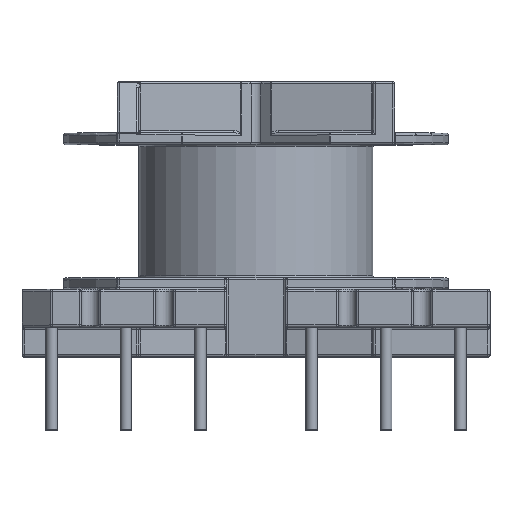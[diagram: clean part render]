
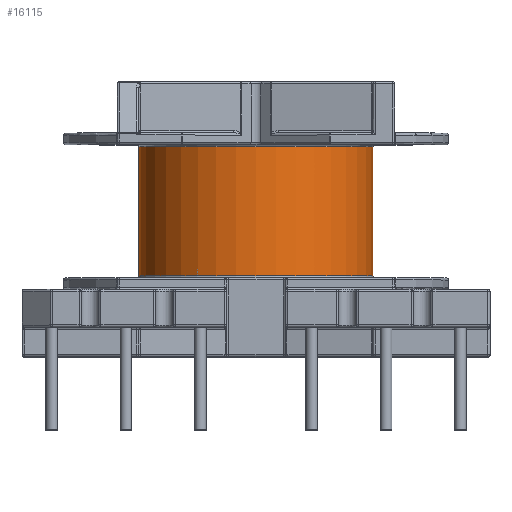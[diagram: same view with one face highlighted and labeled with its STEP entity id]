
A CAD part, top view. The second image highlights one B-rep face of the part: STEP entity #16115.
In plain terms, the highlighted cylindrical face has radius 8 mm (diameter 16 mm), a partial arc.
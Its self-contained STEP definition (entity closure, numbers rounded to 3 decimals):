
#2712=DIRECTION('',(0.,-1.,0.));
#2713=VECTOR('',#2712,8.8);
#2714=CARTESIAN_POINT('',(8.,4.4,0.));
#2715=LINE('',#2714,#2713);
#2721=DIRECTION('',(0.,-1.,0.));
#2722=VECTOR('',#2721,8.8);
#2723=CARTESIAN_POINT('',(-8.,4.4,0.));
#2724=LINE('',#2723,#2722);
#2730=CARTESIAN_POINT('',(0.,-4.4,0.));
#2731=DIRECTION('',(0.,1.,0.));
#2732=DIRECTION('',(-1.,0.,0.));
#2733=AXIS2_PLACEMENT_3D('',#2730,#2731,#2732);
#2735=CARTESIAN_POINT('',(0.,4.4,0.));
#2736=DIRECTION('',(0.,-1.,0.));
#2737=DIRECTION('',(1.,0.,0.));
#2738=AXIS2_PLACEMENT_3D('',#2735,#2736,#2737);
#9085=CARTESIAN_POINT('',(8.,4.4,0.));
#9086=CARTESIAN_POINT('',(8.,-4.4,0.));
#9087=VERTEX_POINT('',#9085);
#9088=VERTEX_POINT('',#9086);
#9089=CARTESIAN_POINT('',(-8.,4.4,0.));
#9090=CARTESIAN_POINT('',(-8.,-4.4,0.));
#9091=VERTEX_POINT('',#9089);
#9092=VERTEX_POINT('',#9090);
#16103=CARTESIAN_POINT('',(0.,-5.885,0.));
#16104=DIRECTION('',(0.,-1.,0.));
#16105=DIRECTION('',(-1.,0.,0.));
#16106=AXIS2_PLACEMENT_3D('',#16103,#16104,#16105);
#16107=CYLINDRICAL_SURFACE('',#16106,8.);
#16108=ORIENTED_EDGE('',*,*,#16086,.T.);
#16109=ORIENTED_EDGE('',*,*,#16048,.F.);
#16110=ORIENTED_EDGE('',*,*,#16090,.F.);
#16112=ORIENTED_EDGE('',*,*,#16111,.F.);
#16113=EDGE_LOOP('',(#16108,#16109,#16110,#16112));
#16114=FACE_OUTER_BOUND('',#16113,.F.);
#2734=CIRCLE('',#2733,8.);
#2739=CIRCLE('',#2738,8.);
#16048=EDGE_CURVE('',#9092,#9088,#2734,.T.);
#16086=EDGE_CURVE('',#9087,#9088,#2715,.T.);
#16090=EDGE_CURVE('',#9091,#9092,#2724,.T.);
#16111=EDGE_CURVE('',#9087,#9091,#2739,.T.);
#16115=ADVANCED_FACE('',(#16114),#16107,.T.);
